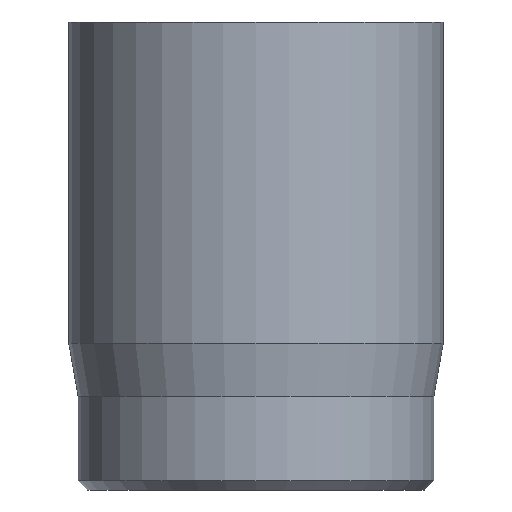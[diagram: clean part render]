
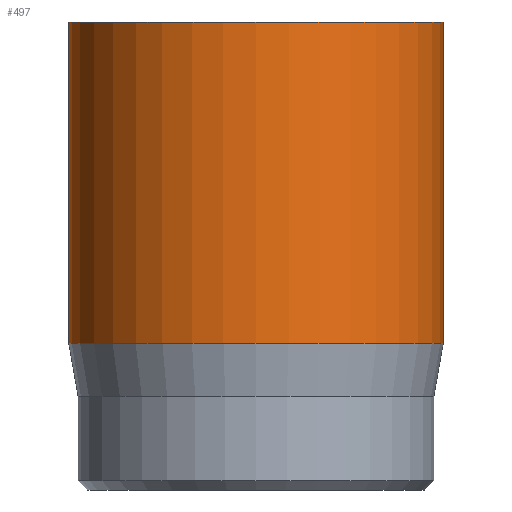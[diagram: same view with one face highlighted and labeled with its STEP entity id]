
A CAD part, front view. The second image highlights one B-rep face of the part: STEP entity #497.
In plain terms, the highlighted cylindrical face has radius 2 mm (diameter 4 mm), a full revolution.
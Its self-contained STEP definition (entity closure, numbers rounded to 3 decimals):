
#53=CYLINDRICAL_SURFACE('',#597,2.);
#64=FACE_OUTER_BOUND('',#97,.T.);
#97=EDGE_LOOP('',(#375,#376,#377,#378,#379));
#129=LINE('',#848,#167);
#167=VECTOR('',#693,2.);
#209=CIRCLE('',#595,2.);
#210=CIRCLE('',#596,2.);
#211=CIRCLE('',#598,2.);
#238=VERTEX_POINT('',#840);
#239=VERTEX_POINT('',#841);
#240=VERTEX_POINT('',#846);
#288=EDGE_CURVE('',#238,#239,#209,.T.);
#289=EDGE_CURVE('',#239,#238,#210,.T.);
#291=EDGE_CURVE('',#240,#240,#211,.T.);
#292=EDGE_CURVE('',#240,#238,#129,.T.);
#375=ORIENTED_EDGE('',*,*,#291,.T.);
#376=ORIENTED_EDGE('',*,*,#292,.T.);
#377=ORIENTED_EDGE('',*,*,#288,.T.);
#378=ORIENTED_EDGE('',*,*,#289,.T.);
#379=ORIENTED_EDGE('',*,*,#292,.F.);
#497=ADVANCED_FACE('',(#64),#53,.T.);
#595=AXIS2_PLACEMENT_3D('',#842,#684,#685);
#596=AXIS2_PLACEMENT_3D('',#843,#686,#687);
#597=AXIS2_PLACEMENT_3D('',#845,#689,#690);
#598=AXIS2_PLACEMENT_3D('',#847,#691,#692);
#684=DIRECTION('center_axis',(0.,0.,1.));
#685=DIRECTION('ref_axis',(-1.,0.,0.));
#686=DIRECTION('center_axis',(0.,0.,1.));
#687=DIRECTION('ref_axis',(-1.,0.,0.));
#689=DIRECTION('center_axis',(0.,0.,1.));
#690=DIRECTION('ref_axis',(-1.,0.,0.));
#691=DIRECTION('center_axis',(0.,0.,-1.));
#692=DIRECTION('ref_axis',(-1.,0.,0.));
#693=DIRECTION('',(0.,0.,-1.));
#840=CARTESIAN_POINT('',(2.,0.,1.567));
#841=CARTESIAN_POINT('',(-2.,0.,1.567));
#842=CARTESIAN_POINT('Origin',(0.,0.,1.567));
#843=CARTESIAN_POINT('Origin',(0.,0.,1.567));
#845=CARTESIAN_POINT('Origin',(0.,0.,0.));
#846=CARTESIAN_POINT('',(2.,0.,5.));
#847=CARTESIAN_POINT('Origin',(0.,0.,5.));
#848=CARTESIAN_POINT('',(2.,0.,0.));
